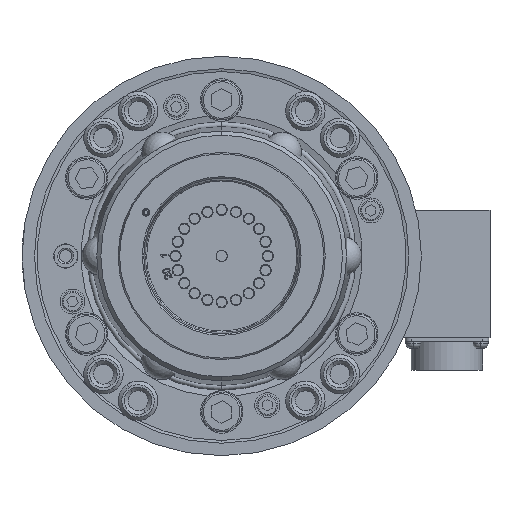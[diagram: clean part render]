
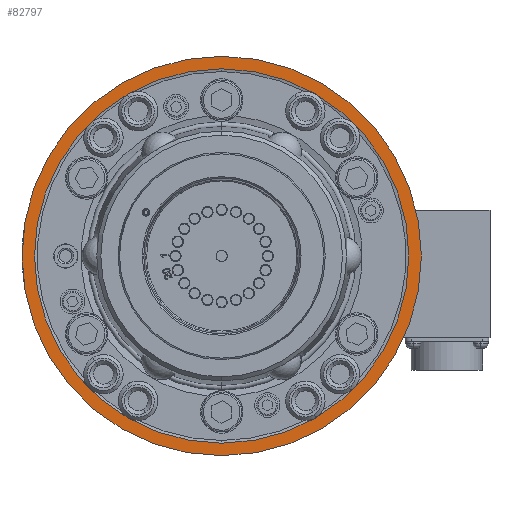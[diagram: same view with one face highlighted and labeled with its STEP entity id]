
A CAD part, front view. The second image highlights one B-rep face of the part: STEP entity #82797.
In plain terms, the highlighted planar face has unit normal (0, -1, 0).
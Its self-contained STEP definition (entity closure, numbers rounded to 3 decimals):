
#763 = CARTESIAN_POINT ( 'NONE',  ( 55.426, -75., 73.05 ) ) ;
#1000 = CARTESIAN_POINT ( 'NONE',  ( 0., -75., 80. ) ) ;
#4114 = ORIENTED_EDGE ( 'NONE', *, *, #31526, .T. ) ;
#4228 = AXIS2_PLACEMENT_3D ( 'NONE', #77456, #38122, #83981 ) ;
#4232 = EDGE_CURVE ( 'NONE', #78494, #10014, #62607, .T. ) ;
#4947 = EDGE_CURVE ( 'NONE', #37685, #32243, #48020, .T. ) ;
#6240 = ORIENTED_EDGE ( 'NONE', *, *, #4232, .T. ) ;
#7566 = VERTEX_POINT ( 'NONE', #45769 ) ;
#7942 = CARTESIAN_POINT ( 'NONE',  ( 0., -75., 75. ) ) ;
#8371 = DIRECTION ( 'NONE',  ( 0.259, 0., -0.966 ) ) ;
#10014 = VERTEX_POINT ( 'NONE', #34045 ) ;
#10105 = VECTOR ( 'NONE', #34642, 1000. ) ;
#12107 = VERTEX_POINT ( 'NONE', #7942 ) ;
#13996 = VECTOR ( 'NONE', #8371, 1000. ) ;
#16143 = CIRCLE ( 'NONE', #17856, 80. ) ;
#17023 = ORIENTED_EDGE ( 'NONE', *, *, #75687, .T. ) ;
#17856 = AXIS2_PLACEMENT_3D ( 'NONE', #60550, #21221, #67244 ) ;
#17979 = AXIS2_PLACEMENT_3D ( 'NONE', #76769, #37426, #83306 ) ;
#18358 = CARTESIAN_POINT ( 'NONE',  ( 0., -75., 0. ) ) ;
#21221 = DIRECTION ( 'NONE',  ( 0., 1., 0. ) ) ;
#23724 = DIRECTION ( 'NONE',  ( 0., 0., 1. ) ) ;
#24981 = DIRECTION ( 'NONE',  ( 0., 0., 1. ) ) ;
#28995 = CARTESIAN_POINT ( 'NONE',  ( -68.849, -75., 39.75 ) ) ;
#30050 = PLANE ( 'NONE',  #36198 ) ;
#31263 = EDGE_LOOP ( 'NONE', ( #32343, #17023, #6240, #56895, #35629 ) ) ;
#31526 = EDGE_CURVE ( 'NONE', #7566, #12107, #49281, .T. ) ;
#31527 = LINE ( 'NONE', #73949, #13996 ) ;
#32178 = ORIENTED_EDGE ( 'NONE', *, *, #59468, .T. ) ;
#32243 = VERTEX_POINT ( 'NONE', #1000 ) ;
#32343 = ORIENTED_EDGE ( 'NONE', *, *, #4947, .F. ) ;
#34045 = CARTESIAN_POINT ( 'NONE',  ( -69.53, -75., 39.568 ) ) ;
#34536 = VERTEX_POINT ( 'NONE', #66295 ) ;
#34642 = DIRECTION ( 'NONE',  ( -0.966, 0., -0.259 ) ) ;
#35629 = ORIENTED_EDGE ( 'NONE', *, *, #78385, .F. ) ;
#36198 = AXIS2_PLACEMENT_3D ( 'NONE', #82536, #63086, #23724 ) ;
#37426 = DIRECTION ( 'NONE',  ( 0., 1., 0. ) ) ;
#37685 = VERTEX_POINT ( 'NONE', #73291 ) ;
#38122 = DIRECTION ( 'NONE',  ( 0., 1., 0. ) ) ;
#42286 = FACE_BOUND ( 'NONE', #57135, .T. ) ;
#45532 = AXIS2_PLACEMENT_3D ( 'NONE', #18358, #64342, #24981 ) ;
#45769 = CARTESIAN_POINT ( 'NONE',  ( 0., -75., -75. ) ) ;
#46477 = DIRECTION ( 'NONE',  ( 0., 1., 0. ) ) ;
#48020 = CIRCLE ( 'NONE', #49041, 80. ) ;
#49041 = AXIS2_PLACEMENT_3D ( 'NONE', #79216, #46477, #66099 ) ;
#49281 = CIRCLE ( 'NONE', #17979, 75. ) ;
#52119 = CIRCLE ( 'NONE', #45532, 75. ) ;
#56895 = ORIENTED_EDGE ( 'NONE', *, *, #70356, .F. ) ;
#57135 = EDGE_LOOP ( 'NONE', ( #4114, #32178 ) ) ;
#59468 = EDGE_CURVE ( 'NONE', #12107, #7566, #52119, .T. ) ;
#60550 = CARTESIAN_POINT ( 'NONE',  ( 0., -75., 0. ) ) ;
#61849 = FACE_OUTER_BOUND ( 'NONE', #31263, .T. ) ;
#62607 = LINE ( 'NONE', #763, #10105 ) ;
#62988 = CIRCLE ( 'NONE', #4228, 80. ) ;
#63086 = DIRECTION ( 'NONE',  ( 0., 1., 0. ) ) ;
#64342 = DIRECTION ( 'NONE',  ( 0., 1., 0. ) ) ;
#66099 = DIRECTION ( 'NONE',  ( 0., 0., 1. ) ) ;
#66295 = CARTESIAN_POINT ( 'NONE',  ( 0., -75., -80. ) ) ;
#67244 = DIRECTION ( 'NONE',  ( 0., 0., 1. ) ) ;
#70356 = EDGE_CURVE ( 'NONE', #34536, #10014, #62988, .T. ) ;
#73291 = CARTESIAN_POINT ( 'NONE',  ( -69.031, -75., 40.431 ) ) ;
#73949 = CARTESIAN_POINT ( 'NONE',  ( -49.275, -75., -33.3 ) ) ;
#75687 = EDGE_CURVE ( 'NONE', #37685, #78494, #31527, .T. ) ;
#76769 = CARTESIAN_POINT ( 'NONE',  ( 0., -75., 0. ) ) ;
#77456 = CARTESIAN_POINT ( 'NONE',  ( 0., -75., 0. ) ) ;
#78385 = EDGE_CURVE ( 'NONE', #32243, #34536, #16143, .T. ) ;
#78494 = VERTEX_POINT ( 'NONE', #28995 ) ;
#79216 = CARTESIAN_POINT ( 'NONE',  ( 0., -75., 0. ) ) ;
#82536 = CARTESIAN_POINT ( 'NONE',  ( 75., -75., 0. ) ) ;
#82797 = ADVANCED_FACE ( 'NONE', ( #61849, #42286 ), #30050, .F. ) ;
#83306 = DIRECTION ( 'NONE',  ( 0., 0., 1. ) ) ;
#83981 = DIRECTION ( 'NONE',  ( 0., 0., 1. ) ) ;
